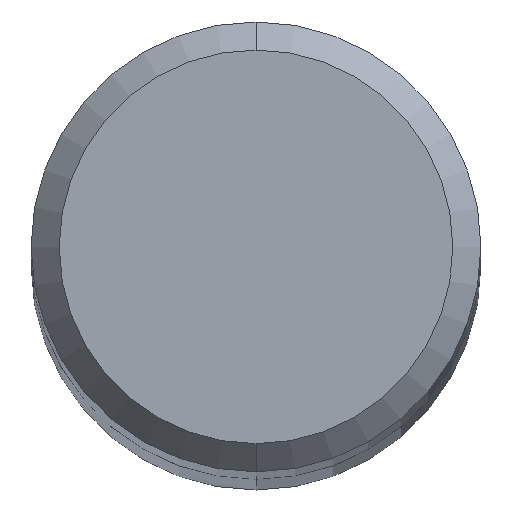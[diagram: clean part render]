
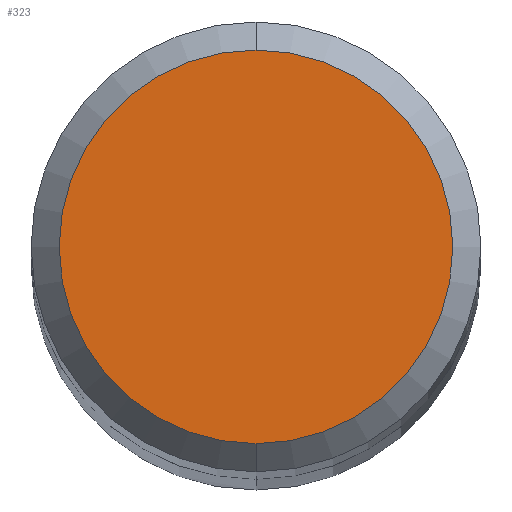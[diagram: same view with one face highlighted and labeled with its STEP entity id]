
A CAD part, top view. The second image highlights one B-rep face of the part: STEP entity #323.
In plain terms, the highlighted planar face has unit normal (0, 0, 1).
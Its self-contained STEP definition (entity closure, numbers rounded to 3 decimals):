
#263=VERTEX_POINT('',#529);
#295=EDGE_CURVE('',#341,#263,#566,.T.);
#323=ADVANCED_FACE('',(#597),#598,.T.);
#341=VERTEX_POINT('',#618);
#351=EDGE_CURVE('',#263,#341,#629,.T.);
#529=CARTESIAN_POINT('',(0.0,2.8,58.0));
#566=CIRCLE('',#1054,2.8);
#597=FACE_OUTER_BOUND('',#1110,.T.);
#598=PLANE('',#1111);
#618=CARTESIAN_POINT('',(0.,-2.8,58.0));
#629=CIRCLE('',#1167,2.8);
#1054=AXIS2_PLACEMENT_3D('',#1415,#1416,#1417);
#1110=EDGE_LOOP('',(#1451,#1452));
#1111=AXIS2_PLACEMENT_3D('',#1453,#1454,#1455);
#1167=AXIS2_PLACEMENT_3D('',#1489,#1490,#1491);
#1415=CARTESIAN_POINT('',(0.0,0.0,58.0));
#1416=DIRECTION('',(0.0,0.0,-1.0));
#1417=DIRECTION('',(0.0,1.0,0.0));
#1451=ORIENTED_EDGE('',*,*,#351,.F.);
#1452=ORIENTED_EDGE('',*,*,#295,.F.);
#1453=CARTESIAN_POINT('',(0.0,1.4,58.0));
#1454=DIRECTION('',(-0.0,0.0,1.0));
#1455=DIRECTION('',(0.0,-1.0,0.0));
#1489=CARTESIAN_POINT('',(0.0,0.0,58.0));
#1490=DIRECTION('',(0.0,0.0,-1.0));
#1491=DIRECTION('',(0.0,1.0,0.0));
